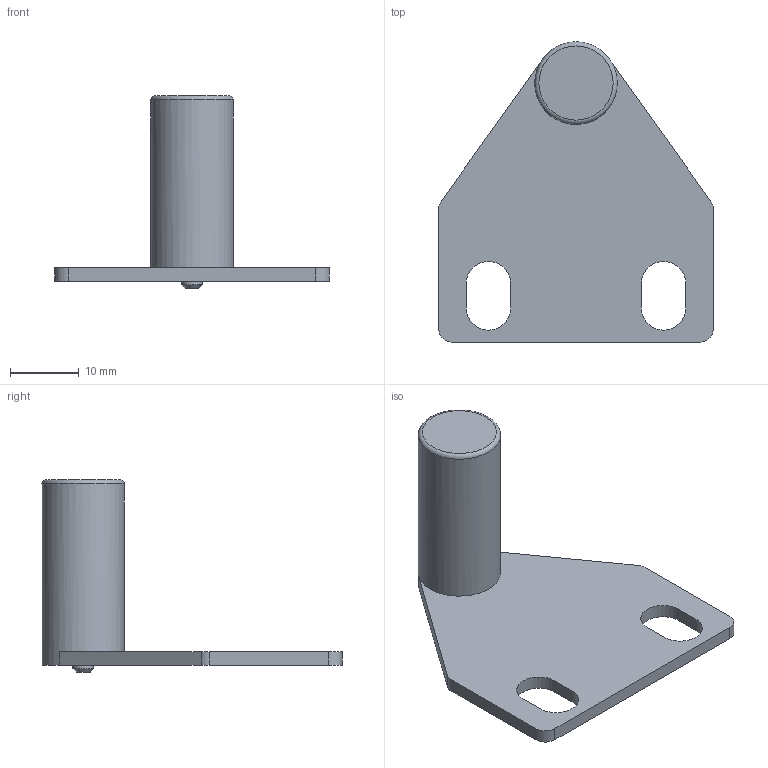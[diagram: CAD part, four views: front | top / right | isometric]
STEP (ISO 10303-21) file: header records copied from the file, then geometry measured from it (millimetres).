
FILE_DESCRIPTION(('FreeCAD Model'),'2;1');
FILE_NAME('Open CASCADE Shape Model','2025-12-02T01:23:19',('Author'),( ''),'Open CASCADE STEP processor 7.8','FreeCAD','Unknown');
FILE_SCHEMA(('AUTOMOTIVE_DESIGN { 1 0 10303 214 1 1 1 1 }'));
Length unit declared in the file: millimetre
Products named in the file (1): Body
Bounding box: 40 x 43.68 x 28 mm (x, y, z)
Volume: 5290.9 mm3; surface area: 3792.2 mm2
Topology: 1 solids, 1 shells, 25 faces, 64 edges, 42 vertices
Faces by surface type: plane 13, cylinder 10, cone 1, torus 1
Full cylindrical faces by diameter (mm): 3 x1, 12 x1
Entity records: 796 total; most frequent: DIRECTION 140, CARTESIAN_POINT 133, ORIENTED_EDGE 128, EDGE_CURVE 64, AXIS2_PLACEMENT_3D 51, VERTEX_POINT 42, LINE 38, VECTOR 38
